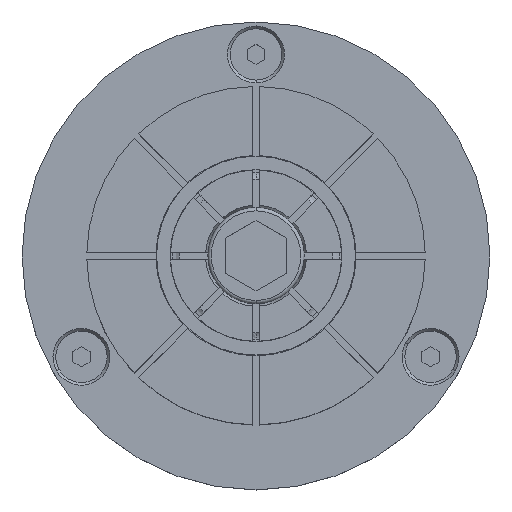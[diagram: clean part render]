
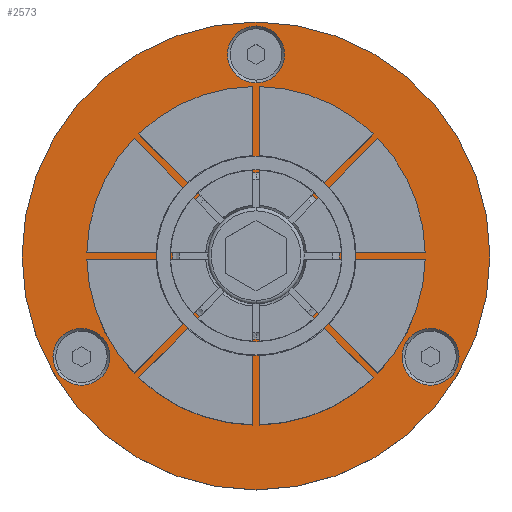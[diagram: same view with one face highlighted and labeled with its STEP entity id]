
A CAD part, top view. The second image highlights one B-rep face of the part: STEP entity #2573.
In plain terms, the highlighted planar face has unit normal (0, 0, 1).
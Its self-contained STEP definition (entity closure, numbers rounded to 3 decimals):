
#26 = CARTESIAN_POINT ( 'NONE',  ( -45.765, -26.422, 7.874 ) ) ;
#84 = DIRECTION ( 'NONE',  ( 0., 1., 0. ) ) ;
#96 = CARTESIAN_POINT ( 'NONE',  ( 0., 19.177, 7.874 ) ) ;
#135 = ORIENTED_EDGE ( 'NONE', *, *, #6846, .T. ) ;
#193 = EDGE_LOOP ( 'NONE', ( #3321, #6979 ) ) ;
#210 = EDGE_CURVE ( 'NONE', #5171, #4548, #2103, .T. ) ;
#228 = AXIS2_PLACEMENT_3D ( 'NONE', #1351, #3479, #2932 ) ;
#312 = DIRECTION ( 'NONE',  ( 0., 0., 1. ) ) ;
#464 = ORIENTED_EDGE ( 'NONE', *, *, #2457, .F. ) ;
#568 = DIRECTION ( 'NONE',  ( 0., 1., 0. ) ) ;
#679 = CARTESIAN_POINT ( 'NONE',  ( 45.765, -26.422, 7.874 ) ) ;
#740 = AXIS2_PLACEMENT_3D ( 'NONE', #4391, #3204, #1116 ) ;
#761 = CIRCLE ( 'NONE', #5908, 19.177 ) ;
#1026 = ORIENTED_EDGE ( 'NONE', *, *, #2330, .F. ) ;
#1116 = DIRECTION ( 'NONE',  ( 0.866, -0.5, 0. ) ) ;
#1128 = ORIENTED_EDGE ( 'NONE', *, *, #4288, .T. ) ;
#1191 = CARTESIAN_POINT ( 'NONE',  ( 0., 0., 7.874 ) ) ;
#1344 = VERTEX_POINT ( 'NONE', #6211 ) ;
#1351 = CARTESIAN_POINT ( 'NONE',  ( 0., 46.304, 7.874 ) ) ;
#1431 = DIRECTION ( 'NONE',  ( 0., 0., -1. ) ) ;
#1548 = CIRCLE ( 'NONE', #1721, 19.177 ) ;
#1598 = DIRECTION ( 'NONE',  ( 0., 0., -1. ) ) ;
#1721 = AXIS2_PLACEMENT_3D ( 'NONE', #4700, #1431, #4673 ) ;
#1725 = DIRECTION ( 'NONE',  ( 0., 0., -1. ) ) ;
#1834 = DIRECTION ( 'NONE',  ( 0., 0., -1. ) ) ;
#1882 = CARTESIAN_POINT ( 'NONE',  ( 0., 0., 7.874 ) ) ;
#1922 = CARTESIAN_POINT ( 'NONE',  ( 0., -19.177, 7.874 ) ) ;
#2103 = CIRCLE ( 'NONE', #4820, 6.54 ) ;
#2110 = AXIS2_PLACEMENT_3D ( 'NONE', #1191, #1725, #84 ) ;
#2140 = CIRCLE ( 'NONE', #740, 6.54 ) ;
#2143 = EDGE_LOOP ( 'NONE', ( #3770, #4088 ) ) ;
#2188 = CARTESIAN_POINT ( 'NONE',  ( 0., 0., 7.874 ) ) ;
#2330 = EDGE_CURVE ( 'NONE', #3176, #6273, #4382, .T. ) ;
#2410 = CIRCLE ( 'NONE', #5006, 53.746 ) ;
#2422 = CARTESIAN_POINT ( 'NONE',  ( 40.101, -23.152, 7.874 ) ) ;
#2444 = EDGE_CURVE ( 'NONE', #4548, #5171, #3864, .T. ) ;
#2457 = EDGE_CURVE ( 'NONE', #6273, #3176, #2410, .T. ) ;
#2474 = EDGE_CURVE ( 'NONE', #4377, #1344, #3691, .T. ) ;
#2573 = ADVANCED_FACE ( 'NONE', ( #5071, #4544, #6550, #5859, #3947 ), #5874, .T. ) ;
#2669 = AXIS2_PLACEMENT_3D ( 'NONE', #5278, #312, #6932 ) ;
#2932 = DIRECTION ( 'NONE',  ( 0., 1., 0. ) ) ;
#3176 = VERTEX_POINT ( 'NONE', #4109 ) ;
#3204 = DIRECTION ( 'NONE',  ( 0., 0., -1. ) ) ;
#3285 = DIRECTION ( 'NONE',  ( 0., 0., -1. ) ) ;
#3298 = EDGE_LOOP ( 'NONE', ( #4385, #135 ) ) ;
#3321 = ORIENTED_EDGE ( 'NONE', *, *, #210, .T. ) ;
#3344 = EDGE_LOOP ( 'NONE', ( #464, #1026 ) ) ;
#3361 = VERTEX_POINT ( 'NONE', #26 ) ;
#3434 = CIRCLE ( 'NONE', #5686, 6.54 ) ;
#3439 = VERTEX_POINT ( 'NONE', #96 ) ;
#3479 = DIRECTION ( 'NONE',  ( 0., 0., -1. ) ) ;
#3691 = CIRCLE ( 'NONE', #3933, 6.54 ) ;
#3770 = ORIENTED_EDGE ( 'NONE', *, *, #4715, .T. ) ;
#3806 = AXIS2_PLACEMENT_3D ( 'NONE', #6403, #5929, #7010 ) ;
#3864 = CIRCLE ( 'NONE', #228, 6.54 ) ;
#3933 = AXIS2_PLACEMENT_3D ( 'NONE', #2422, #5779, #4645 ) ;
#3947 = FACE_OUTER_BOUND ( 'NONE', #3344, .T. ) ;
#3980 = EDGE_CURVE ( 'NONE', #4508, #3439, #1548, .T. ) ;
#4037 = DIRECTION ( 'NONE',  ( -0.866, -0.5, 0. ) ) ;
#4088 = ORIENTED_EDGE ( 'NONE', *, *, #3980, .T. ) ;
#4109 = CARTESIAN_POINT ( 'NONE',  ( 0., -53.746, 7.874 ) ) ;
#4142 = EDGE_CURVE ( 'NONE', #3361, #7107, #6784, .T. ) ;
#4288 = EDGE_CURVE ( 'NONE', #1344, #4377, #2140, .T. ) ;
#4377 = VERTEX_POINT ( 'NONE', #679 ) ;
#4382 = CIRCLE ( 'NONE', #2110, 53.746 ) ;
#4385 = ORIENTED_EDGE ( 'NONE', *, *, #4142, .T. ) ;
#4391 = CARTESIAN_POINT ( 'NONE',  ( 40.101, -23.152, 7.874 ) ) ;
#4508 = VERTEX_POINT ( 'NONE', #1922 ) ;
#4544 = FACE_BOUND ( 'NONE', #3298, .T. ) ;
#4548 = VERTEX_POINT ( 'NONE', #5371 ) ;
#4645 = DIRECTION ( 'NONE',  ( 0.866, -0.5, 0. ) ) ;
#4673 = DIRECTION ( 'NONE',  ( 0., 1., 0. ) ) ;
#4700 = CARTESIAN_POINT ( 'NONE',  ( 0., 0., 7.874 ) ) ;
#4715 = EDGE_CURVE ( 'NONE', #3439, #4508, #761, .T. ) ;
#4820 = AXIS2_PLACEMENT_3D ( 'NONE', #6490, #1598, #5383 ) ;
#5006 = AXIS2_PLACEMENT_3D ( 'NONE', #1882, #6298, #5180 ) ;
#5071 = FACE_BOUND ( 'NONE', #5887, .T. ) ;
#5171 = VERTEX_POINT ( 'NONE', #6453 ) ;
#5180 = DIRECTION ( 'NONE',  ( 0., 1., 0. ) ) ;
#5278 = CARTESIAN_POINT ( 'NONE',  ( 53.746, 0., 7.874 ) ) ;
#5371 = CARTESIAN_POINT ( 'NONE',  ( 0., 39.764, 7.874 ) ) ;
#5383 = DIRECTION ( 'NONE',  ( 0., 1., 0. ) ) ;
#5686 = AXIS2_PLACEMENT_3D ( 'NONE', #6660, #1834, #4037 ) ;
#5779 = DIRECTION ( 'NONE',  ( 0., 0., -1. ) ) ;
#5859 = FACE_BOUND ( 'NONE', #2143, .T. ) ;
#5874 = PLANE ( 'NONE',  #2669 ) ;
#5887 = EDGE_LOOP ( 'NONE', ( #6246, #1128 ) ) ;
#5908 = AXIS2_PLACEMENT_3D ( 'NONE', #2188, #3285, #568 ) ;
#5929 = DIRECTION ( 'NONE',  ( 0., 0., -1. ) ) ;
#6114 = CARTESIAN_POINT ( 'NONE',  ( 0., 53.746, 7.874 ) ) ;
#6211 = CARTESIAN_POINT ( 'NONE',  ( 34.436, -19.882, 7.874 ) ) ;
#6246 = ORIENTED_EDGE ( 'NONE', *, *, #2474, .T. ) ;
#6273 = VERTEX_POINT ( 'NONE', #6114 ) ;
#6298 = DIRECTION ( 'NONE',  ( 0., 0., -1. ) ) ;
#6403 = CARTESIAN_POINT ( 'NONE',  ( -40.101, -23.152, 7.874 ) ) ;
#6453 = CARTESIAN_POINT ( 'NONE',  ( 0., 52.845, 7.874 ) ) ;
#6461 = CARTESIAN_POINT ( 'NONE',  ( -34.436, -19.882, 7.874 ) ) ;
#6490 = CARTESIAN_POINT ( 'NONE',  ( 0., 46.304, 7.874 ) ) ;
#6550 = FACE_BOUND ( 'NONE', #193, .T. ) ;
#6660 = CARTESIAN_POINT ( 'NONE',  ( -40.101, -23.152, 7.874 ) ) ;
#6784 = CIRCLE ( 'NONE', #3806, 6.54 ) ;
#6846 = EDGE_CURVE ( 'NONE', #7107, #3361, #3434, .T. ) ;
#6932 = DIRECTION ( 'NONE',  ( 0., -1., 0. ) ) ;
#6979 = ORIENTED_EDGE ( 'NONE', *, *, #2444, .T. ) ;
#7010 = DIRECTION ( 'NONE',  ( -0.866, -0.5, 0. ) ) ;
#7107 = VERTEX_POINT ( 'NONE', #6461 ) ;
